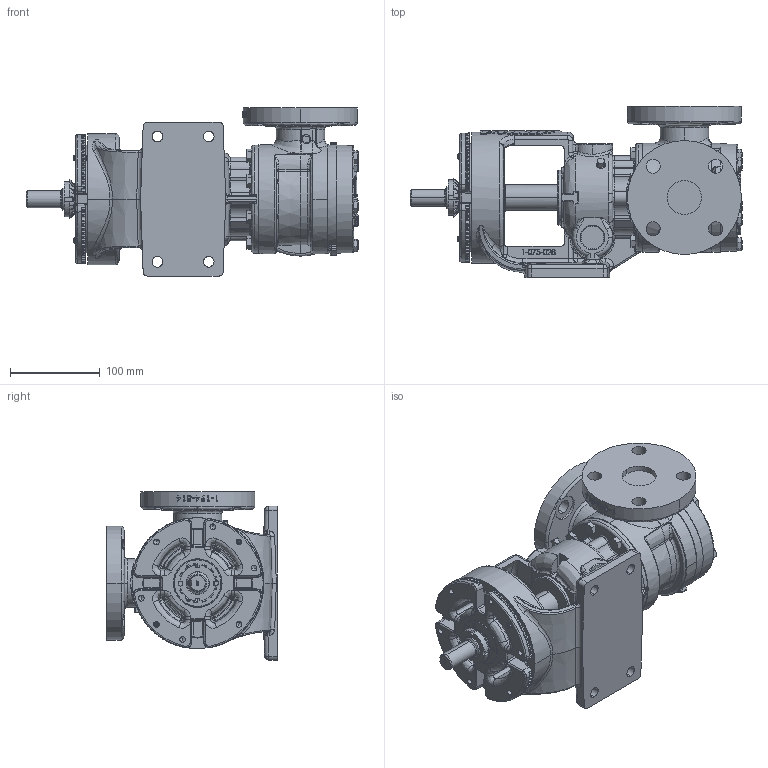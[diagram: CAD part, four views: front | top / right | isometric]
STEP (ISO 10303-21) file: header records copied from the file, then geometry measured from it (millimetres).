
FILE_DESCRIPTION (( 'STEP AP214' ), '1' );
FILE_NAME ('H223A.1.STEP', '2016-09-30T18:13:06', ( '' ), ( '' ), 'SwSTEP 2.0', 'SolidWorks 2015', '' );
FILE_SCHEMA (( 'AUTOMOTIVE_DESIGN' ));
Length unit declared in the file: inch
Products named in the file (2): H223A.1
Bounding box: 369.98 x 190.5 x 187.32 mm (x, y, z)
Volume: 3682428.6 mm3; surface area: 339792.4 mm2
Topology: 1 solids, 1 shells, 2499 faces, 6483 edges, 3972 vertices
Faces by surface type: bspline 743, cylinder 706, plane 698, cone 352
Entity records: 174726 total; most frequent: CARTESIAN_POINT 107149, ORIENTED_EDGE 12774, DIRECTION 8345, EDGE_CURVE 6387, VERTEX_POINT 3972, AXIS2_PLACEMENT_3D 3195, B_SPLINE_CURVE_WITH_KNOTS 2860, EDGE_LOOP 2619
